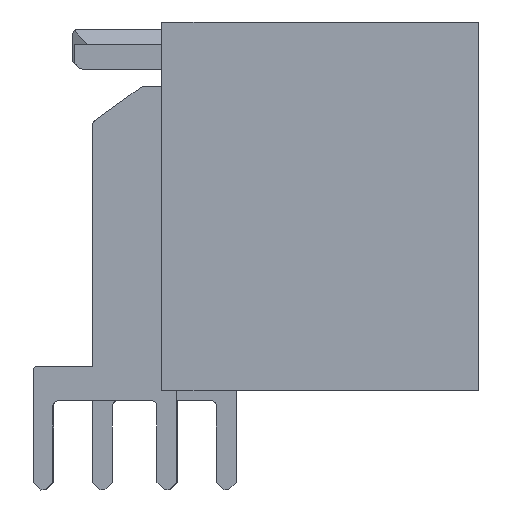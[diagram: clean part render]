
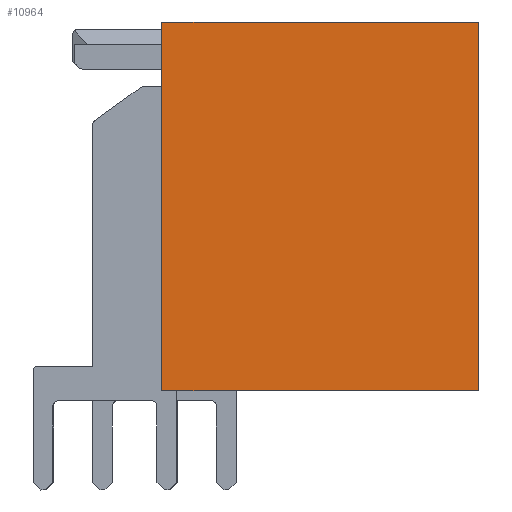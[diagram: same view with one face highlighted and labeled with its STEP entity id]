
A CAD part, left-side view. The second image highlights one B-rep face of the part: STEP entity #10964.
In plain terms, the highlighted face is planar.
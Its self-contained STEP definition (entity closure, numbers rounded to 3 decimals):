
#1308=ORIENTED_EDGE('',*,*,#3201,.F.);
#1309=ORIENTED_EDGE('',*,*,#3289,.F.);
#1310=ORIENTED_EDGE('',*,*,#3210,.F.);
#1311=ORIENTED_EDGE('',*,*,#3193,.F.);
#3193=EDGE_CURVE('',#4220,#4221,#5129,.T.);
#3201=EDGE_CURVE('',#4226,#4220,#5137,.T.);
#3210=EDGE_CURVE('',#4221,#4231,#5146,.T.);
#3289=EDGE_CURVE('',#4231,#4226,#5225,.T.);
#4220=VERTEX_POINT('',#15056);
#4221=VERTEX_POINT('',#15058);
#4226=VERTEX_POINT('',#15072);
#4231=VERTEX_POINT('',#15093);
#5129=LINE('',#15057,#6250);
#5137=LINE('',#15073,#6258);
#5146=LINE('',#15092,#6267);
#5225=LINE('',#15231,#6346);
#6250=VECTOR('',#12696,1000.);
#6258=VECTOR('',#12708,1000.);
#6267=VECTOR('',#12729,1000.);
#6346=VECTOR('',#12882,1000.);
#6960=EDGE_LOOP('',(#1308,#1309,#1310,#1311));
#7380=FACE_BOUND('',#6960,.T.);
#7783=PLANE('',#11401);
#10964=ADVANCED_FACE('',(#7380),#7783,.F.);
#11401=AXIS2_PLACEMENT_3D('',#15230,#12880,#12881);
#12696=DIRECTION('',(0.,0.,1.));
#12708=DIRECTION('',(-1.,0.,0.));
#12729=DIRECTION('',(1.,0.,0.));
#12880=DIRECTION('',(0.,1.,0.));
#12881=DIRECTION('',(1.,0.,0.));
#12882=DIRECTION('',(0.,0.,-1.));
#15056=CARTESIAN_POINT('',(-4.604,0.,-9.247));
#15057=CARTESIAN_POINT('',(-4.604,0.,-9.247));
#15058=CARTESIAN_POINT('',(-4.604,0.001,5.653));
#15072=CARTESIAN_POINT('',(8.196,-0.002,-9.247));
#15073=CARTESIAN_POINT('',(8.196,-0.002,-9.247));
#15092=CARTESIAN_POINT('',(-4.604,0.001,5.653));
#15093=CARTESIAN_POINT('',(8.196,0.,5.653));
#15230=CARTESIAN_POINT('',(1.796,0.,-1.797));
#15231=CARTESIAN_POINT('',(8.196,0.,5.653));
